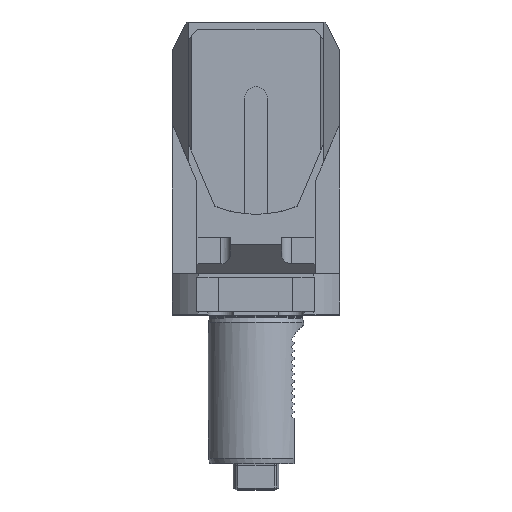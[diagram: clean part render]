
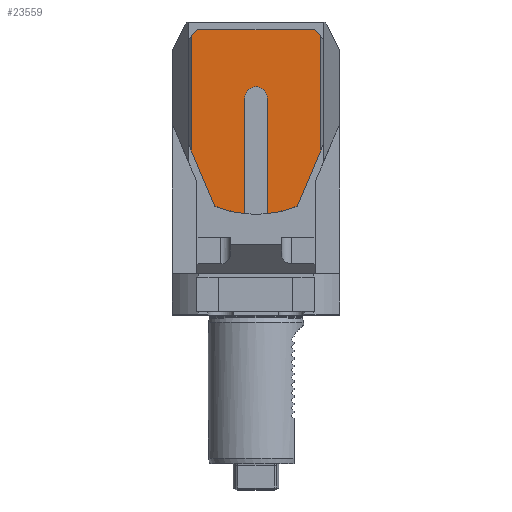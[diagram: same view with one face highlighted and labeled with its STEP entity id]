
A CAD part, top view. The second image highlights one B-rep face of the part: STEP entity #23559.
In plain terms, the highlighted planar face has unit normal (0, 0, 1).
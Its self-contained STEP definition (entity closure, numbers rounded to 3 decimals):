
#275 = CARTESIAN_POINT ( 'NONE',  ( 35.5, 35., 71.5 ) ) ;
#459 = DIRECTION ( 'NONE',  ( 0., -1., 0. ) ) ;
#549 = DIRECTION ( 'NONE',  ( 0.707, -0.707, 0. ) ) ;
#553 = CARTESIAN_POINT ( 'NONE',  ( -21.599, -52.749, 71.5 ) ) ;
#644 = CARTESIAN_POINT ( 'NONE',  ( 33.892, 36.608, 71.5 ) ) ;
#748 = VECTOR ( 'NONE', #24639, 1000. ) ;
#1131 = CARTESIAN_POINT ( 'NONE',  ( -33.892, -20., 71.5 ) ) ;
#1767 = ORIENTED_EDGE ( 'NONE', *, *, #18695, .F. ) ;
#1789 = VECTOR ( 'NONE', #25729, 1000. ) ;
#2489 = VERTEX_POINT ( 'NONE', #7320 ) ;
#2671 = VERTEX_POINT ( 'NONE', #8343 ) ;
#3745 = CARTESIAN_POINT ( 'NONE',  ( -30.5, 40., 71.5 ) ) ;
#4399 = VERTEX_POINT ( 'NONE', #13452 ) ;
#4576 = CARTESIAN_POINT ( 'NONE',  ( 30.5, 40., 71.5 ) ) ;
#4681 = VERTEX_POINT ( 'NONE', #11167 ) ;
#4771 = EDGE_CURVE ( 'NONE', #2489, #15340, #24036, .T. ) ;
#4835 = EDGE_CURVE ( 'NONE', #11810, #4681, #20412, .T. ) ;
#4861 = VECTOR ( 'NONE', #6749, 1000. ) ;
#5177 = CARTESIAN_POINT ( 'NONE',  ( 0., 4., 71.5 ) ) ;
#5432 = CARTESIAN_POINT ( 'NONE',  ( 35.5, -20., 71.5 ) ) ;
#5549 = DIRECTION ( 'NONE',  ( 0., 1., 0. ) ) ;
#6097 = DIRECTION ( 'NONE',  ( 0., -1., 0. ) ) ;
#6104 = CIRCLE ( 'NONE', #25233, 57. ) ;
#6149 = ORIENTED_EDGE ( 'NONE', *, *, #17099, .T. ) ;
#6405 = VERTEX_POINT ( 'NONE', #644 ) ;
#6464 = DIRECTION ( 'NONE',  ( 0., 1., 0. ) ) ;
#6550 = FACE_OUTER_BOUND ( 'NONE', #24495, .T. ) ;
#6580 = LINE ( 'NONE', #1131, #13672 ) ;
#6662 = LINE ( 'NONE', #10458, #748 ) ;
#6749 = DIRECTION ( 'NONE',  ( -0.391, 0.921, 0. ) ) ;
#6979 = CARTESIAN_POINT ( 'NONE',  ( 0., 0., 71.5 ) ) ;
#7263 = CARTESIAN_POINT ( 'NONE',  ( 33.892, 35., 71.5 ) ) ;
#7320 = CARTESIAN_POINT ( 'NONE',  ( -30.5, 40., 71.5 ) ) ;
#7553 = ORIENTED_EDGE ( 'NONE', *, *, #9615, .F. ) ;
#8053 = CARTESIAN_POINT ( 'NONE',  ( -6., 4., 71.5 ) ) ;
#8255 = VERTEX_POINT ( 'NONE', #25039 ) ;
#8343 = CARTESIAN_POINT ( 'NONE',  ( -33.892, -23.787, 71.5 ) ) ;
#8421 = VECTOR ( 'NONE', #6464, 1000. ) ;
#8704 = LINE ( 'NONE', #16669, #4861 ) ;
#8824 = VECTOR ( 'NONE', #549, 1000. ) ;
#9104 = PLANE ( 'NONE',  #20575 ) ;
#9471 = LINE ( 'NONE', #7263, #24954 ) ;
#9605 = DIRECTION ( 'NONE',  ( 0., -1., 0. ) ) ;
#9615 = EDGE_CURVE ( 'NONE', #4681, #4399, #16092, .T. ) ;
#10370 = ORIENTED_EDGE ( 'NONE', *, *, #21673, .F. ) ;
#10458 = CARTESIAN_POINT ( 'NONE',  ( -30.5, 40., 71.5 ) ) ;
#10607 = CARTESIAN_POINT ( 'NONE',  ( 0., 57., 71.5 ) ) ;
#10650 = DIRECTION ( 'NONE',  ( 0., 0., -1. ) ) ;
#10655 = EDGE_CURVE ( 'NONE', #23714, #2489, #6662, .T. ) ;
#10953 = ORIENTED_EDGE ( 'NONE', *, *, #4835, .F. ) ;
#11012 = VERTEX_POINT ( 'NONE', #553 ) ;
#11167 = CARTESIAN_POINT ( 'NONE',  ( 6., 4., 71.5 ) ) ;
#11181 = DIRECTION ( 'NONE',  ( 0., 0., 1. ) ) ;
#11810 = VERTEX_POINT ( 'NONE', #17937 ) ;
#11881 = EDGE_CURVE ( 'NONE', #8255, #11012, #12849, .T. ) ;
#12175 = ORIENTED_EDGE ( 'NONE', *, *, #15690, .F. ) ;
#12605 = DIRECTION ( 'NONE',  ( 0., -1., 0. ) ) ;
#12782 = VECTOR ( 'NONE', #13392, 1000. ) ;
#12849 = CIRCLE ( 'NONE', #18664, 57. ) ;
#13392 = DIRECTION ( 'NONE',  ( -0.391, -0.921, 0. ) ) ;
#13452 = CARTESIAN_POINT ( 'NONE',  ( -6., 4., 71.5 ) ) ;
#13647 = DIRECTION ( 'NONE',  ( 0., 0., -1. ) ) ;
#13672 = VECTOR ( 'NONE', #14663, 1000. ) ;
#14380 = DIRECTION ( 'NONE',  ( 0., 0., -1. ) ) ;
#14599 = VERTEX_POINT ( 'NONE', #22530 ) ;
#14663 = DIRECTION ( 'NONE',  ( 0., -1., 0. ) ) ;
#15340 = VERTEX_POINT ( 'NONE', #4576 ) ;
#15690 = EDGE_CURVE ( 'NONE', #11012, #2671, #8704, .T. ) ;
#15793 = EDGE_CURVE ( 'NONE', #14599, #11810, #6104, .T. ) ;
#15892 = EDGE_CURVE ( 'NONE', #18134, #14599, #17931, .T. ) ;
#16041 = LINE ( 'NONE', #275, #8824 ) ;
#16092 = CIRCLE ( 'NONE', #23952, 6. ) ;
#16669 = CARTESIAN_POINT ( 'NONE',  ( -7.338, -86.344, 71.5 ) ) ;
#17052 = ORIENTED_EDGE ( 'NONE', *, *, #15793, .F. ) ;
#17099 = EDGE_CURVE ( 'NONE', #23714, #2671, #6580, .T. ) ;
#17802 = CARTESIAN_POINT ( 'NONE',  ( 0., 0., 71.5 ) ) ;
#17830 = LINE ( 'NONE', #8053, #17900 ) ;
#17900 = VECTOR ( 'NONE', #6097, 1000. ) ;
#17931 = LINE ( 'NONE', #5432, #12782 ) ;
#17937 = CARTESIAN_POINT ( 'NONE',  ( 6., -56.683, 71.5 ) ) ;
#18134 = VERTEX_POINT ( 'NONE', #20894 ) ;
#18343 = ORIENTED_EDGE ( 'NONE', *, *, #11881, .F. ) ;
#18664 = AXIS2_PLACEMENT_3D ( 'NONE', #6979, #10650, #12605 ) ;
#18695 = EDGE_CURVE ( 'NONE', #4399, #8255, #17830, .T. ) ;
#18892 = EDGE_CURVE ( 'NONE', #18134, #6405, #9471, .T. ) ;
#20278 = CARTESIAN_POINT ( 'NONE',  ( 6., 4., 71.5 ) ) ;
#20282 = ORIENTED_EDGE ( 'NONE', *, *, #4771, .F. ) ;
#20412 = LINE ( 'NONE', #20278, #8421 ) ;
#20575 = AXIS2_PLACEMENT_3D ( 'NONE', #10607, #14380, #459 ) ;
#20894 = CARTESIAN_POINT ( 'NONE',  ( 33.892, -23.787, 71.5 ) ) ;
#21063 = DIRECTION ( 'NONE',  ( 1., 0., 0. ) ) ;
#21673 = EDGE_CURVE ( 'NONE', #15340, #6405, #16041, .T. ) ;
#22372 = CARTESIAN_POINT ( 'NONE',  ( -33.892, 36.608, 71.5 ) ) ;
#22530 = CARTESIAN_POINT ( 'NONE',  ( 21.599, -52.749, 71.5 ) ) ;
#22758 = ORIENTED_EDGE ( 'NONE', *, *, #10655, .F. ) ;
#23559 = ADVANCED_FACE ( 'Defeature completata1_247', ( #6550 ), #9104, .F. ) ;
#23714 = VERTEX_POINT ( 'NONE', #22372 ) ;
#23952 = AXIS2_PLACEMENT_3D ( 'NONE', #5177, #11181, #21063 ) ;
#24036 = LINE ( 'NONE', #3745, #1789 ) ;
#24495 = EDGE_LOOP ( 'NONE', ( #10953, #17052, #24936, #25059, #10370, #20282, #22758, #6149, #12175, #18343, #1767, #7553 ) ) ;
#24639 = DIRECTION ( 'NONE',  ( 0.707, 0.707, 0. ) ) ;
#24936 = ORIENTED_EDGE ( 'NONE', *, *, #15892, .F. ) ;
#24954 = VECTOR ( 'NONE', #5549, 1000. ) ;
#25039 = CARTESIAN_POINT ( 'NONE',  ( -6., -56.683, 71.5 ) ) ;
#25059 = ORIENTED_EDGE ( 'NONE', *, *, #18892, .T. ) ;
#25233 = AXIS2_PLACEMENT_3D ( 'NONE', #17802, #13647, #9605 ) ;
#25729 = DIRECTION ( 'NONE',  ( 1., 0., 0. ) ) ;
